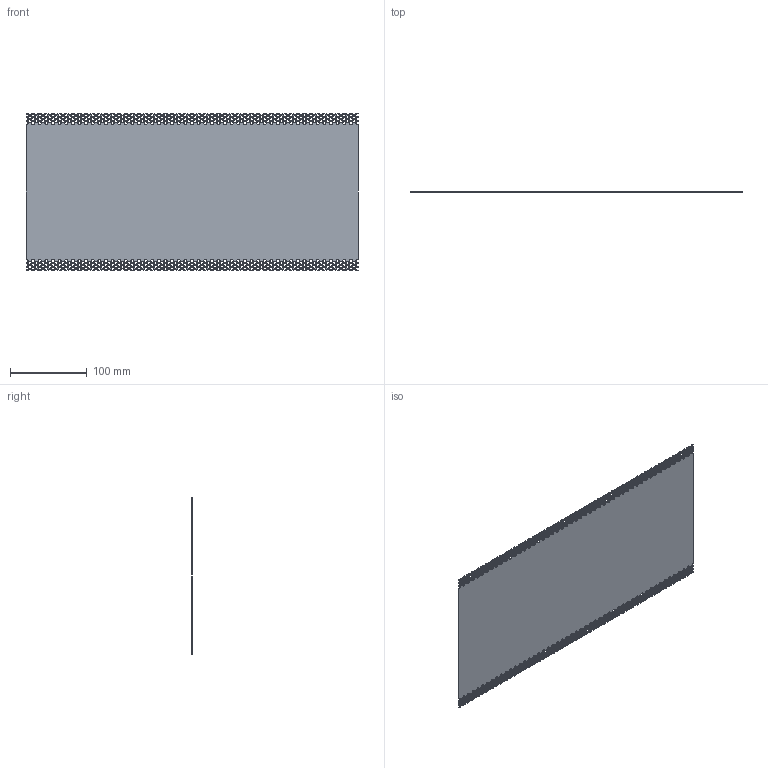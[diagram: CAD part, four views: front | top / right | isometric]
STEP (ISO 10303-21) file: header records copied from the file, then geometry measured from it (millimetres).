
FILE_DESCRIPTION((''),'2;1');
FILE_NAME('P02508XXRVXX_235','2014-11-26T',('wkoerber'),(''),'PRO/ENGINEER BY PARAMETRIC TECHNOLOGY CORPORATION, 2010160','PRO/ENGINEER BY PARAMETRIC TECHNOLOGY CORPORATION, 2010160','');
FILE_SCHEMA(('AUTOMOTIVE_DESIGN { 1 0 10303 214 1 1 1 1 }'));
Length unit declared in the file: millimetre
Products named in the file (1): P02508XXRVXX_235
Bounding box: 431.4 x 0.8 x 204 mm (x, y, z)
Volume: 64829.4 mm3; surface area: 168303.7 mm2
Topology: 1 solids, 1 shells, 1218 faces, 3648 edges, 2432 vertices
Faces by surface type: cylinder 1092, plane 118, cone 8
Entity records: 44412 total; most frequent: DIRECTION 8284, CARTESIAN_POINT 7299, ORIENTED_EDGE 7296, EDGE_CURVE 3648, AXIS2_PLACEMENT_3D 3418, VERTEX_POINT 2432, EDGE_LOOP 2206, CIRCLE 2200
